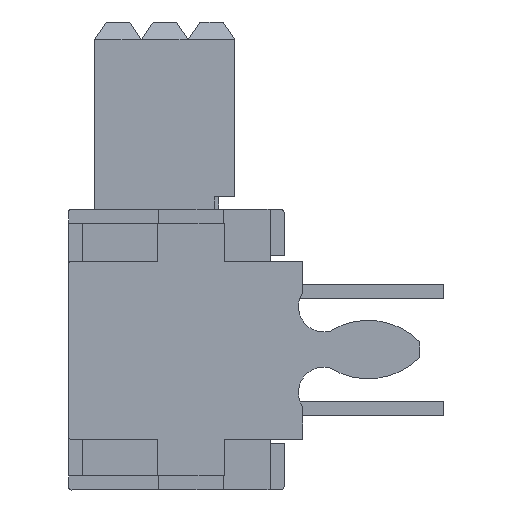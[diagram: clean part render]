
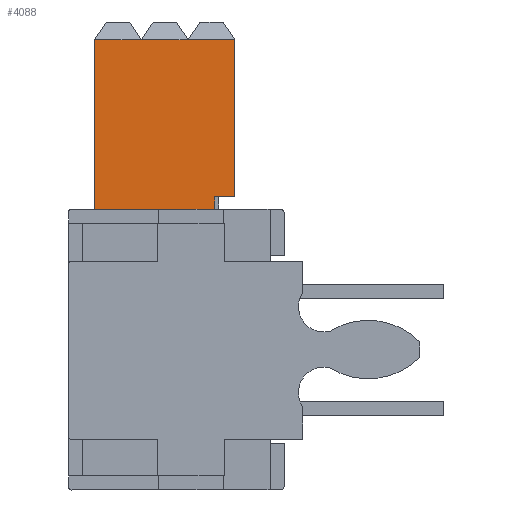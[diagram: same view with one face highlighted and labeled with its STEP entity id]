
A CAD part, left-side view. The second image highlights one B-rep face of the part: STEP entity #4088.
In plain terms, the highlighted face is planar.
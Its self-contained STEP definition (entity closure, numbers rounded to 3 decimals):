
#107 = CARTESIAN_POINT ( 'NONE',  ( 14.364, -6.268, 5.877 ) ) ;
#188 = LINE ( 'NONE', #7888, #6139 ) ;
#343 = VECTOR ( 'NONE', #1989, 1000. ) ;
#580 = DIRECTION ( 'NONE',  ( 1., 0., 0. ) ) ;
#623 = VECTOR ( 'NONE', #6545, 1000. ) ;
#723 = LINE ( 'NONE', #7763, #623 ) ;
#784 = LINE ( 'NONE', #5650, #7855 ) ;
#800 = ORIENTED_EDGE ( 'NONE', *, *, #1862, .T. ) ;
#908 = CARTESIAN_POINT ( 'NONE',  ( 17.989, -6.268, 2.684 ) ) ;
#1019 = CARTESIAN_POINT ( 'NONE',  ( 14.627, -6.268, 4.684 ) ) ;
#1052 = ORIENTED_EDGE ( 'NONE', *, *, #2358, .T. ) ;
#1241 = ORIENTED_EDGE ( 'NONE', *, *, #3069, .T. ) ;
#1367 = CARTESIAN_POINT ( 'NONE',  ( 17.989, -6.268, 1.534 ) ) ;
#1534 = DIRECTION ( 'NONE',  ( 0., 0., 1. ) ) ;
#1548 = VERTEX_POINT ( 'NONE', #2033 ) ;
#1597 = ORIENTED_EDGE ( 'NONE', *, *, #3699, .T. ) ;
#1862 = EDGE_CURVE ( 'NONE', #5976, #4296, #188, .T. ) ;
#1989 = DIRECTION ( 'NONE',  ( 0., 0., -1. ) ) ;
#2033 = CARTESIAN_POINT ( 'NONE',  ( 14.364, -6.268, 1.684 ) ) ;
#2181 = VERTEX_POINT ( 'NONE', #4788 ) ;
#2195 = ORIENTED_EDGE ( 'NONE', *, *, #3199, .T. ) ;
#2216 = LINE ( 'NONE', #1367, #5352 ) ;
#2358 = EDGE_CURVE ( 'NONE', #7626, #1548, #6543, .T. ) ;
#2383 = CARTESIAN_POINT ( 'NONE',  ( 14.183, -6.268, 1.684 ) ) ;
#2415 = EDGE_CURVE ( 'NONE', #3948, #1548, #5956, .T. ) ;
#2603 = VECTOR ( 'NONE', #5091, 1000. ) ;
#2653 = CARTESIAN_POINT ( 'NONE',  ( 14.183, -6.268, 1.534 ) ) ;
#2678 = DIRECTION ( 'NONE',  ( 0., 1., 0. ) ) ;
#2795 = CARTESIAN_POINT ( 'NONE',  ( 14.183, -6.268, 4.254 ) ) ;
#2800 = ORIENTED_EDGE ( 'NONE', *, *, #4540, .T. ) ;
#3020 = VECTOR ( 'NONE', #4491, 1000. ) ;
#3069 = EDGE_CURVE ( 'NONE', #6352, #7626, #6263, .T. ) ;
#3109 = VECTOR ( 'NONE', #4307, 1000. ) ;
#3160 = VERTEX_POINT ( 'NONE', #6450 ) ;
#3199 = EDGE_CURVE ( 'NONE', #2181, #5976, #723, .T. ) ;
#3274 = FACE_OUTER_BOUND ( 'NONE', #6760, .T. ) ;
#3306 = PLANE ( 'NONE',  #5117 ) ;
#3699 = EDGE_CURVE ( 'NONE', #3948, #2181, #5560, .T. ) ;
#3792 = CARTESIAN_POINT ( 'NONE',  ( 14.364, -6.268, 4.254 ) ) ;
#3850 = ORIENTED_EDGE ( 'NONE', *, *, #4477, .T. ) ;
#3940 = CARTESIAN_POINT ( 'NONE',  ( 17.989, -6.268, 1.534 ) ) ;
#3948 = VERTEX_POINT ( 'NONE', #3792 ) ;
#4088 = ADVANCED_FACE ( 'NONE', ( #3274 ), #3306, .T. ) ;
#4296 = VERTEX_POINT ( 'NONE', #4851 ) ;
#4307 = DIRECTION ( 'NONE',  ( -1., 0., 0. ) ) ;
#4357 = DIRECTION ( 'NONE',  ( 0., 0., -1. ) ) ;
#4477 = EDGE_CURVE ( 'NONE', #3160, #6352, #2216, .T. ) ;
#4491 = DIRECTION ( 'NONE',  ( 0., 0., -1. ) ) ;
#4540 = EDGE_CURVE ( 'NONE', #4296, #3160, #784, .T. ) ;
#4788 = CARTESIAN_POINT ( 'NONE',  ( 14.627, -6.268, 4.254 ) ) ;
#4851 = CARTESIAN_POINT ( 'NONE',  ( 17.989, -6.268, 4.684 ) ) ;
#5091 = DIRECTION ( 'NONE',  ( 1., 0., 0. ) ) ;
#5117 = AXIS2_PLACEMENT_3D ( 'NONE', #2653, #2678, #1534 ) ;
#5352 = VECTOR ( 'NONE', #4357, 1000. ) ;
#5560 = LINE ( 'NONE', #2795, #2603 ) ;
#5650 = CARTESIAN_POINT ( 'NONE',  ( 17.989, -6.268, 1.534 ) ) ;
#5956 = LINE ( 'NONE', #107, #343 ) ;
#5976 = VERTEX_POINT ( 'NONE', #1019 ) ;
#6139 = VECTOR ( 'NONE', #580, 1000. ) ;
#6263 = LINE ( 'NONE', #3940, #3020 ) ;
#6352 = VERTEX_POINT ( 'NONE', #908 ) ;
#6450 = CARTESIAN_POINT ( 'NONE',  ( 17.989, -6.268, 3.684 ) ) ;
#6543 = LINE ( 'NONE', #2383, #3109 ) ;
#6545 = DIRECTION ( 'NONE',  ( 0., 0., 1. ) ) ;
#6760 = EDGE_LOOP ( 'NONE', ( #1241, #1052, #7146, #1597, #2195, #800, #2800, #3850 ) ) ;
#7146 = ORIENTED_EDGE ( 'NONE', *, *, #2415, .F. ) ;
#7610 = DIRECTION ( 'NONE',  ( 0., 0., -1. ) ) ;
#7626 = VERTEX_POINT ( 'NONE', #7816 ) ;
#7763 = CARTESIAN_POINT ( 'NONE',  ( 14.627, -6.268, 4.232 ) ) ;
#7816 = CARTESIAN_POINT ( 'NONE',  ( 17.989, -6.268, 1.684 ) ) ;
#7855 = VECTOR ( 'NONE', #7610, 1000. ) ;
#7888 = CARTESIAN_POINT ( 'NONE',  ( 14.183, -6.268, 4.684 ) ) ;
